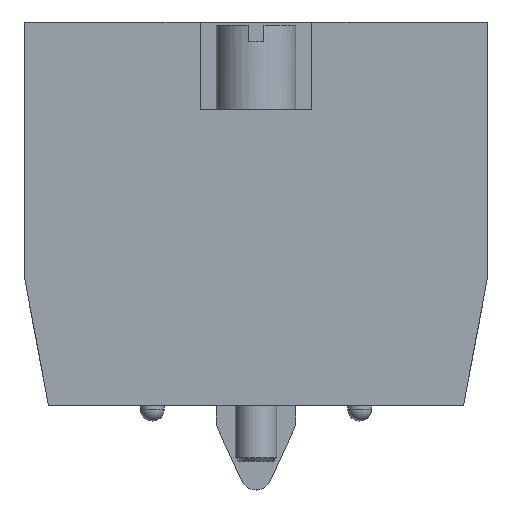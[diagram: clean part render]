
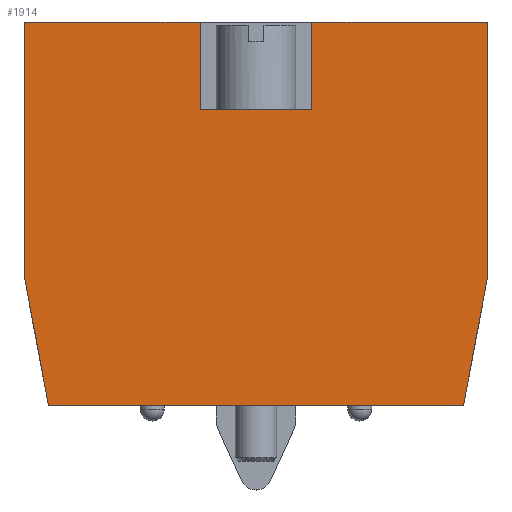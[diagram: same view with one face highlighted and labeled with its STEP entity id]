
A CAD part, top view. The second image highlights one B-rep face of the part: STEP entity #1914.
In plain terms, the highlighted planar face has unit normal (0, 0, 1).
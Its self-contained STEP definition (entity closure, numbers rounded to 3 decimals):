
#217=CARTESIAN_POINT('',(-44.937,7.797,14.7));
#218=VERTEX_POINT('',#217);
#225=CARTESIAN_POINT('',(-44.937,23.797,14.7));
#226=VERTEX_POINT('',#225);
#227=CARTESIAN_POINT('',(-44.937,7.797,14.7));
#228=DIRECTION('',(0.0,1.0,0.0));
#229=VECTOR('',#228,16.);
#230=LINE('',#227,#229);
#231=EDGE_CURVE('',#218,#226,#230,.T.);
#298=CARTESIAN_POINT('',(-43.437,-0.203,14.7));
#299=VERTEX_POINT('',#298);
#306=CARTESIAN_POINT('',(-43.437,-0.203,14.7));
#307=DIRECTION('',(-0.184,0.983,0.0));
#308=VECTOR('',#307,8.139);
#309=LINE('',#306,#308);
#310=EDGE_CURVE('',#299,#218,#309,.T.);
#449=CARTESIAN_POINT('',(-17.437,-0.203,14.7));
#450=VERTEX_POINT('',#449);
#457=CARTESIAN_POINT('',(-17.437,-0.203,14.7));
#458=DIRECTION('',(-1.0,0.0,0.0));
#459=VECTOR('',#458,26.0);
#460=LINE('',#457,#459);
#461=EDGE_CURVE('',#450,#299,#460,.T.);
#542=CARTESIAN_POINT('',(-15.937,7.797,14.7));
#543=VERTEX_POINT('',#542);
#550=CARTESIAN_POINT('',(-15.937,7.797,14.7));
#551=DIRECTION('',(-0.184,-0.983,0.0));
#552=VECTOR('',#551,8.139);
#553=LINE('',#550,#552);
#554=EDGE_CURVE('',#543,#450,#553,.T.);
#1649=CARTESIAN_POINT('',(-26.937,18.297,14.7));
#1650=VERTEX_POINT('',#1649);
#1659=CARTESIAN_POINT('',(-26.937,23.797,14.7));
#1660=VERTEX_POINT('',#1659);
#1661=CARTESIAN_POINT('',(-26.937,23.797,14.7));
#1662=DIRECTION('',(0.0,-1.0,0.0));
#1663=VECTOR('',#1662,5.5);
#1664=LINE('',#1661,#1663);
#1665=EDGE_CURVE('',#1660,#1650,#1664,.T.);
#1720=CARTESIAN_POINT('',(-33.937,18.297,14.7));
#1721=VERTEX_POINT('',#1720);
#1729=CARTESIAN_POINT('',(-33.937,23.797,14.7));
#1730=VERTEX_POINT('',#1729);
#1737=CARTESIAN_POINT('',(-33.937,18.297,14.7));
#1738=DIRECTION('',(0.0,1.0,0.0));
#1739=VECTOR('',#1738,5.5);
#1740=LINE('',#1737,#1739);
#1741=EDGE_CURVE('',#1721,#1730,#1740,.T.);
#1754=CARTESIAN_POINT('',(-26.937,18.297,14.7));
#1755=DIRECTION('',(-1.0,0.0,0.0));
#1756=VECTOR('',#1755,7.);
#1757=LINE('',#1754,#1756);
#1758=EDGE_CURVE('',#1650,#1721,#1757,.T.);
#1774=CARTESIAN_POINT('',(-15.937,23.797,14.7));
#1775=VERTEX_POINT('',#1774);
#1776=CARTESIAN_POINT('',(-26.937,23.797,14.7));
#1777=DIRECTION('',(1.0,0.0,0.0));
#1778=VECTOR('',#1777,11.);
#1779=LINE('',#1776,#1778);
#1780=EDGE_CURVE('',#1660,#1775,#1779,.T.);
#1797=CARTESIAN_POINT('',(-44.937,23.797,14.7));
#1798=DIRECTION('',(1.0,0.0,0.0));
#1799=VECTOR('',#1798,11.);
#1800=LINE('',#1797,#1799);
#1801=EDGE_CURVE('',#226,#1730,#1800,.T.);
#1845=CARTESIAN_POINT('',(-15.937,23.797,14.7));
#1846=DIRECTION('',(0.0,-1.0,0.0));
#1847=VECTOR('',#1846,16.0);
#1848=LINE('',#1845,#1847);
#1849=EDGE_CURVE('',#1775,#543,#1848,.T.);
#1897=CARTESIAN_POINT('',(-30.437,12.124,14.7));
#1898=DIRECTION('',(0.0,0.0,1.0));
#1899=DIRECTION('',(1.0,0.0,0.0));
#1900=AXIS2_PLACEMENT_3D('',#1897,#1898,#1899);
#1901=PLANE('',#1900);
#1902=ORIENTED_EDGE('',*,*,#1741,.T.);
#1903=ORIENTED_EDGE('',*,*,#1801,.F.);
#1904=ORIENTED_EDGE('',*,*,#231,.F.);
#1905=ORIENTED_EDGE('',*,*,#310,.F.);
#1906=ORIENTED_EDGE('',*,*,#461,.F.);
#1907=ORIENTED_EDGE('',*,*,#554,.F.);
#1908=ORIENTED_EDGE('',*,*,#1849,.F.);
#1909=ORIENTED_EDGE('',*,*,#1780,.F.);
#1910=ORIENTED_EDGE('',*,*,#1665,.T.);
#1911=ORIENTED_EDGE('',*,*,#1758,.T.);
#1912=EDGE_LOOP('',(#1902,#1903,#1904,#1905,#1906,#1907,#1908,#1909,#1910,#1911));
#1913=FACE_OUTER_BOUND('',#1912,.T.);
#1914=ADVANCED_FACE('',(#1913),#1901,.T.);
